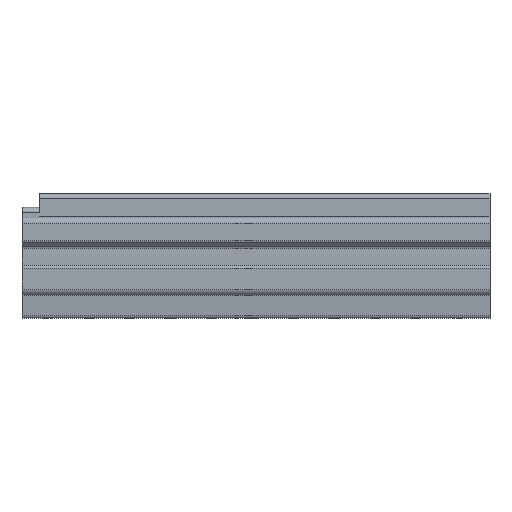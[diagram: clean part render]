
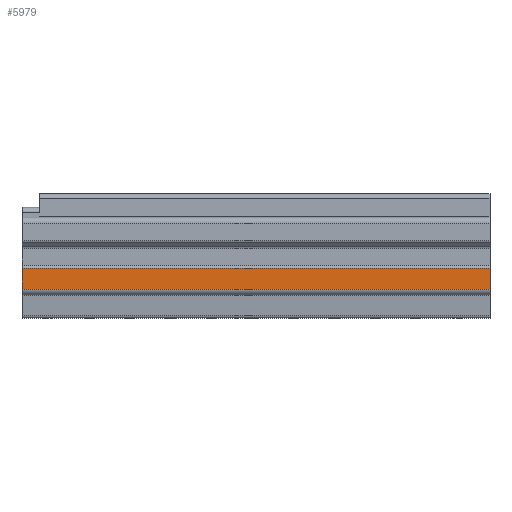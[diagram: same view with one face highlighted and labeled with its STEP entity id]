
A CAD part, left-side view. The second image highlights one B-rep face of the part: STEP entity #5979.
In plain terms, the highlighted planar face has unit normal (-1, 0, 0).
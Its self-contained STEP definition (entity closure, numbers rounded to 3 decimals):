
#286=DIRECTION('',(0.,1.,0.));
#287=VECTOR('',#286,40.);
#288=CARTESIAN_POINT('',(-6.25,-38.5,-1.057));
#289=LINE('',#288,#287);
#290=DIRECTION('',(0.,1.,0.));
#291=VECTOR('',#290,40.);
#292=CARTESIAN_POINT('',(-6.25,-38.5,-2.85));
#293=LINE('',#292,#291);
#2492=DIRECTION('',(0.,0.,1.));
#2493=VECTOR('',#2492,1.793);
#2494=CARTESIAN_POINT('',(-6.25,-38.5,-2.85));
#2495=LINE('',#2494,#2493);
#3492=DIRECTION('',(0.,0.,1.));
#3493=VECTOR('',#3492,1.793);
#3494=CARTESIAN_POINT('',(-6.25,1.5,-2.85));
#3495=LINE('',#3494,#3493);
#4445=CARTESIAN_POINT('',(-6.25,-38.5,-2.85));
#4446=VERTEX_POINT('',#4445);
#4447=CARTESIAN_POINT('',(-6.25,-38.5,-1.057));
#4448=VERTEX_POINT('',#4447);
#5607=CARTESIAN_POINT('',(-6.25,1.5,-2.85));
#5608=VERTEX_POINT('',#5607);
#5609=CARTESIAN_POINT('',(-6.25,1.5,-1.057));
#5610=VERTEX_POINT('',#5609);
#5965=CARTESIAN_POINT('',(-6.25,0.,-2.85));
#5966=DIRECTION('',(-1.,0.,0.));
#5967=DIRECTION('',(0.,0.,1.));
#5968=AXIS2_PLACEMENT_3D('',#5965,#5966,#5967);
#5969=PLANE('',#5968);
#5971=ORIENTED_EDGE('',*,*,#5970,.T.);
#5973=ORIENTED_EDGE('',*,*,#5972,.T.);
#5974=ORIENTED_EDGE('',*,*,#5955,.F.);
#5976=ORIENTED_EDGE('',*,*,#5975,.F.);
#5977=EDGE_LOOP('',(#5971,#5973,#5974,#5976));
#5978=FACE_OUTER_BOUND('',#5977,.F.);
#5979=ADVANCED_FACE('',(#5978),#5969,.T.);
#5955=EDGE_CURVE('',#4448,#5610,#289,.T.);
#5970=EDGE_CURVE('',#4446,#5608,#293,.T.);
#5972=EDGE_CURVE('',#5608,#5610,#3495,.T.);
#5975=EDGE_CURVE('',#4446,#4448,#2495,.T.);
